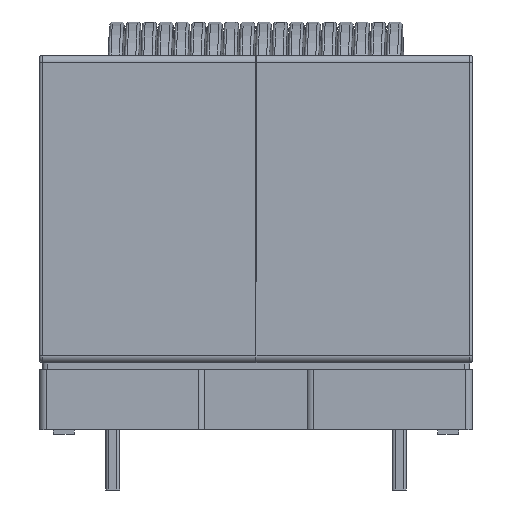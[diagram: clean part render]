
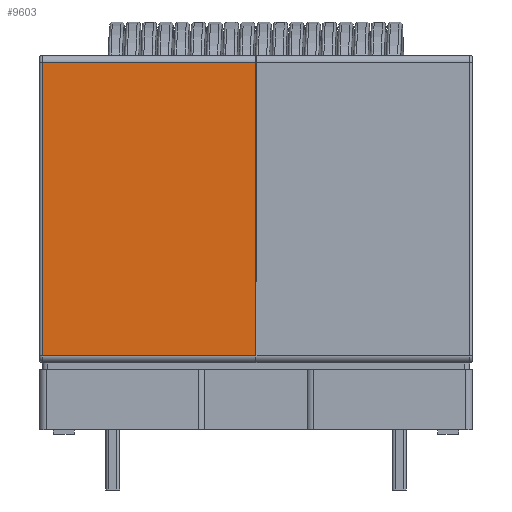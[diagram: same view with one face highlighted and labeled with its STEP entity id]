
A CAD part, left-side view. The second image highlights one B-rep face of the part: STEP entity #9603.
In plain terms, the highlighted face is planar.
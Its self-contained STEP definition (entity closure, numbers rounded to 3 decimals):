
#2277=ORIENTED_EDGE('',*,*,#4837,.T.);
#2278=ORIENTED_EDGE('',*,*,#4838,.T.);
#2279=ORIENTED_EDGE('',*,*,#4839,.T.);
#2280=ORIENTED_EDGE('',*,*,#4827,.F.);
#4827=EDGE_CURVE('',#6141,#6142,#7041,.T.);
#4837=EDGE_CURVE('',#6141,#6149,#7043,.F.);
#4838=EDGE_CURVE('',#6149,#6150,#7044,.T.);
#4839=EDGE_CURVE('',#6150,#6142,#7045,.T.);
#6141=VERTEX_POINT('',#29181);
#6142=VERTEX_POINT('',#29183);
#6149=VERTEX_POINT('',#29202);
#6150=VERTEX_POINT('',#29204);
#7041=LINE('',#29182,#7583);
#7043=LINE('',#29201,#7585);
#7044=LINE('',#29203,#7586);
#7045=LINE('',#29205,#7587);
#7583=VECTOR('',#13208,1000.);
#7585=VECTOR('',#13230,1000.);
#7586=VECTOR('',#13231,1000.);
#7587=VECTOR('',#13232,1000.);
#8095=EDGE_LOOP('',(#2277,#2278,#2279,#2280));
#8737=FACE_BOUND('',#8095,.T.);
#9299=PLANE('',#12445);
#9603=ADVANCED_FACE('',(#8737),#9299,.T.);
#12445=AXIS2_PLACEMENT_3D('',#29200,#13228,#13229);
#13208=DIRECTION('',(0.,-1.,0.));
#13228=DIRECTION('',(1.,0.,0.));
#13229=DIRECTION('',(0.,1.,0.));
#13230=DIRECTION('',(0.,0.,-1.));
#13231=DIRECTION('',(0.,-1.,0.));
#13232=DIRECTION('',(0.,0.,-1.));
#29181=CARTESIAN_POINT('',(16.1,10.5,-7.75));
#29182=CARTESIAN_POINT('',(16.1,11.,-7.75));
#29183=CARTESIAN_POINT('',(16.1,-10.5,-7.75));
#29200=CARTESIAN_POINT('',(16.1,11.,7.75));
#29201=CARTESIAN_POINT('',(16.1,10.5,7.75));
#29202=CARTESIAN_POINT('',(16.1,10.5,7.55));
#29203=CARTESIAN_POINT('',(16.1,-10.5,7.55));
#29204=CARTESIAN_POINT('',(16.1,-10.5,7.55));
#29205=CARTESIAN_POINT('',(16.1,-10.5,7.75));
